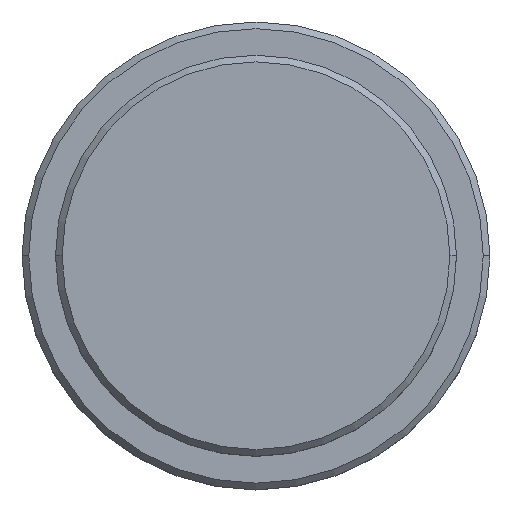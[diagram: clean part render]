
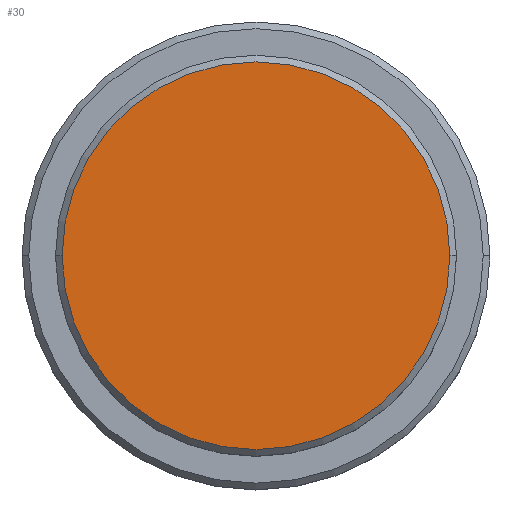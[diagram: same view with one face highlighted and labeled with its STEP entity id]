
A CAD part, top view. The second image highlights one B-rep face of the part: STEP entity #30.
In plain terms, the highlighted planar face has unit normal (0, 0, 1).
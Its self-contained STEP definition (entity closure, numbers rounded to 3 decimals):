
#30 = ADVANCED_FACE ( 'NONE', ( #198 ), #545, .T. ) ;
#48 = VERTEX_POINT ( 'NONE', #659 ) ;
#85 = DIRECTION ( 'NONE',  ( 0., 0., 1. ) ) ;
#130 = DIRECTION ( 'NONE',  ( 0., 0., 1. ) ) ;
#148 = ORIENTED_EDGE ( 'NONE', *, *, #592, .T. ) ;
#193 = DIRECTION ( 'NONE',  ( 1., 0., 0. ) ) ;
#198 = FACE_OUTER_BOUND ( 'NONE', #941, .T. ) ;
#322 = CARTESIAN_POINT ( 'NONE',  ( 14.5, 0., 0. ) ) ;
#323 = AXIS2_PLACEMENT_3D ( 'NONE', #834, #1246, #193 ) ;
#340 = AXIS2_PLACEMENT_3D ( 'NONE', #957, #85, #1180 ) ;
#348 = EDGE_CURVE ( 'NONE', #1214, #48, #480, .T. ) ;
#480 = CIRCLE ( 'NONE', #617, 14.5 ) ;
#545 = PLANE ( 'NONE',  #340 ) ;
#592 = EDGE_CURVE ( 'NONE', #48, #1214, #1050, .T. ) ;
#617 = AXIS2_PLACEMENT_3D ( 'NONE', #1218, #130, #889 ) ;
#659 = CARTESIAN_POINT ( 'NONE',  ( -14.5, 0., 0. ) ) ;
#834 = CARTESIAN_POINT ( 'NONE',  ( 0., 0., 0. ) ) ;
#889 = DIRECTION ( 'NONE',  ( 1., 0., 0. ) ) ;
#941 = EDGE_LOOP ( 'NONE', ( #148, #1044 ) ) ;
#957 = CARTESIAN_POINT ( 'NONE',  ( 0., 0., 0. ) ) ;
#1044 = ORIENTED_EDGE ( 'NONE', *, *, #348, .T. ) ;
#1050 = CIRCLE ( 'NONE', #323, 14.5 ) ;
#1180 = DIRECTION ( 'NONE',  ( 1., 0., 0. ) ) ;
#1214 = VERTEX_POINT ( 'NONE', #322 ) ;
#1218 = CARTESIAN_POINT ( 'NONE',  ( 0., 0., 0. ) ) ;
#1246 = DIRECTION ( 'NONE',  ( 0., 0., 1. ) ) ;
